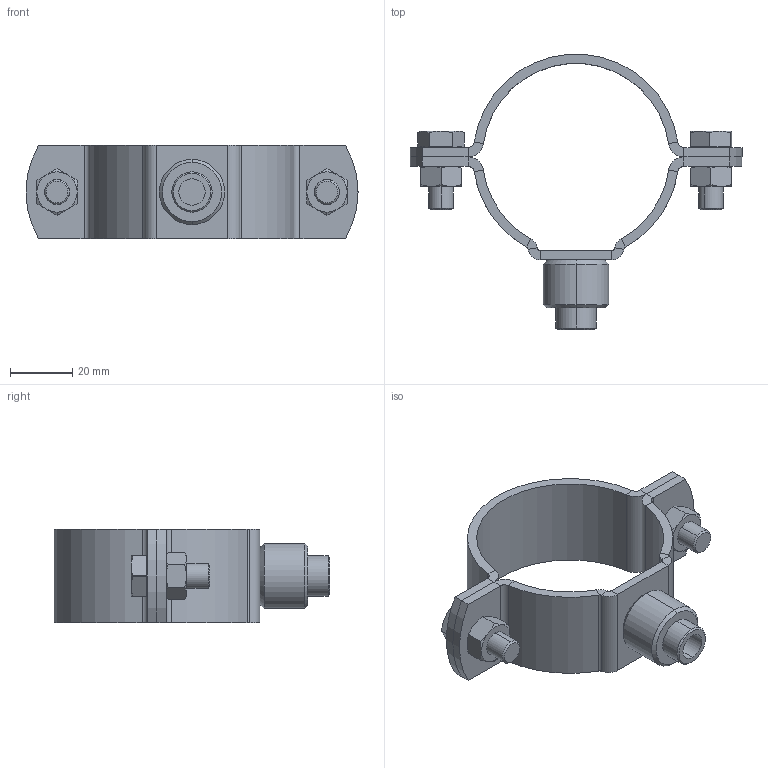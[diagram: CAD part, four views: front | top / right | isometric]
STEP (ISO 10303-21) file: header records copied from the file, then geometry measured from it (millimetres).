
FILE_DESCRIPTION (( 'STEP AP203' ), '1' );
FILE_NAME ('51.816K.STEP', '2024-03-25T14:16:13', ( '' ), ( '' ), 'SwSTEP 2.0', 'SolidWorks 2023', '' );
FILE_SCHEMA (( 'CONFIG_CONTROL_DESIGN' ));
Length unit declared in the file: millimetre
Products named in the file (1): 51.816K
Bounding box: 107 x 88.68 x 30 mm (x, y, z)
Surface area: 20306.9 mm2 (no closed solid volume)
Topology: 0 solids, 11 shells, 145 faces, 359 edges, 222 vertices
Faces by surface type: plane 67, cylinder 40, cone 38
Entity records: 4495 total; most frequent: CARTESIAN_POINT 1077, DIRECTION 737, ORIENTED_EDGE 607, EDGE_CURVE 359, AXIS2_PLACEMENT_3D 290, VERTEX_POINT 222, LINE 157, VECTOR 157
